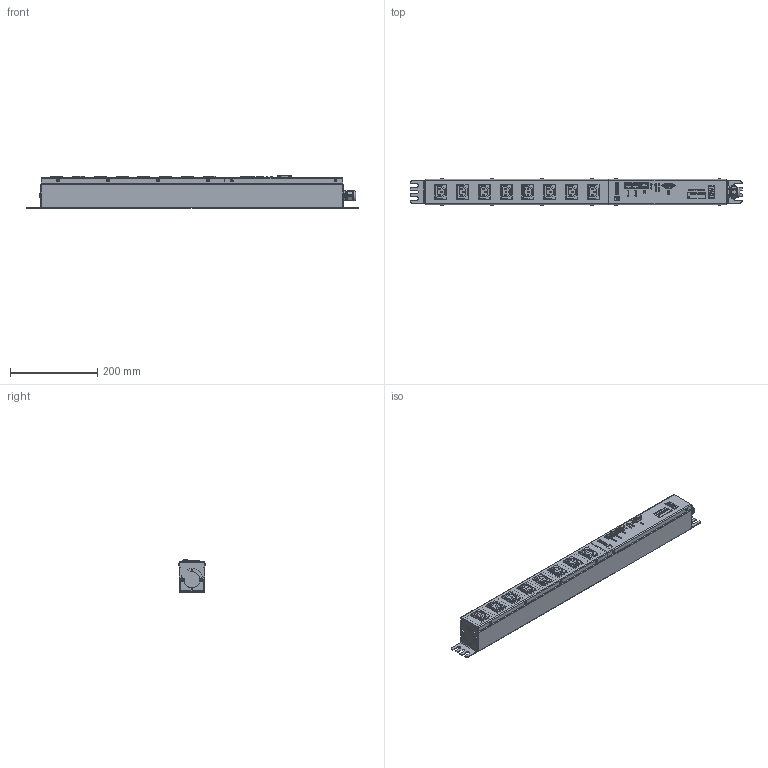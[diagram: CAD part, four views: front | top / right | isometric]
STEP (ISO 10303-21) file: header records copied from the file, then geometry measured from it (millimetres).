
FILE_DESCRIPTION(/* description */ (''),/* implementation_level */ '2;1');
FILE_NAME(/* name */ 'Power_Control_8316-2_v231030.step',/* time_stamp */ '2023-10-30T10:35:46+01:00',/* author */ (''),/* organization */ (''),/* preprocessor_version */ 'ST-DEVELOPER v20',/* originating_system */ 'Autodesk Translation Framework v12.14.0.127',/* authorisation */ '');
FILE_SCHEMA (('AUTOMOTIVE_DESIGN { 1 0 10303 214 3 1 1 }'));
Products named in the file (1): FusionComponent
Bounding box: 760.5 x 61 x 75.14 mm (x, y, z)
Volume: 2608178.1 mm3; surface area: 305069.3 mm2
Topology: 1 solids, 36 shells, 5242 faces, 14393 edges, 9428 vertices
Faces by surface type: plane 2860, bspline 1578, cylinder 672, cone 67, sphere 36, torus 29
Full cylindrical faces by diameter (mm): 1.143 x9, 1.333 x9, 2.819 x2, 3.091 x4, 3.7 x3, 4 x12, 4.2 x8, 4.3 x4, 12.6 x1, 13.2 x1, 17.5 x1, 20 x2, 23 x1
Entity records: 178440 total; most frequent: CARTESIAN_POINT 58074, ORIENTED_EDGE 28766, DIRECTION 20373, EDGE_CURVE 14383, VERTEX_POINT 9444, LINE 9091, VECTOR 9091, AXIS2_PLACEMENT_3D 5641
